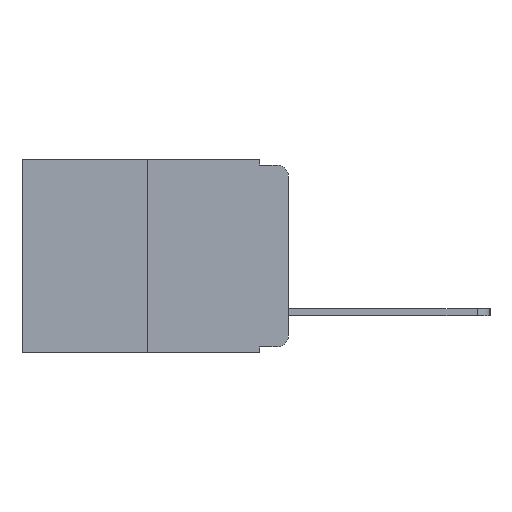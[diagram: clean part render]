
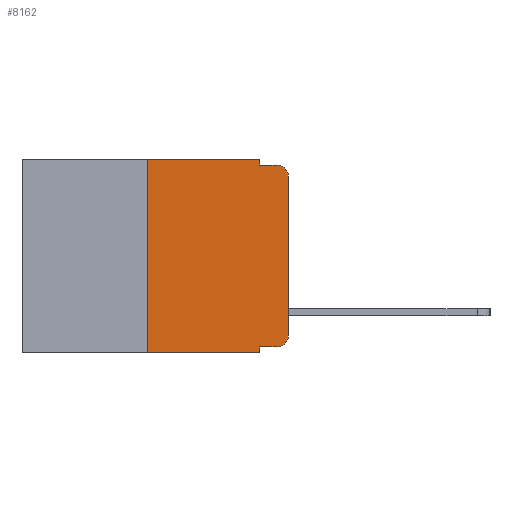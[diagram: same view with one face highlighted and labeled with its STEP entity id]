
A CAD part, left-side view. The second image highlights one B-rep face of the part: STEP entity #8162.
In plain terms, the highlighted planar face has unit normal (-1, 0, 0).
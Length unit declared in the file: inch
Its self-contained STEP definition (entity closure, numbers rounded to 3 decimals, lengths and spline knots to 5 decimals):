
#126 = EDGE_LOOP ( 'NONE', ( #9115, #9083, #9006, #8833, #8693, #14071, #13862, #13819, #12645, #12545 ) ) ;
#347 = VERTEX_POINT ( 'NONE', #9042 ) ;
#630 = DIRECTION ( 'NONE',  ( 0., 0., -1. ) ) ;
#1070 = VERTEX_POINT ( 'NONE', #10881 ) ;
#1699 = LINE ( 'NONE', #12933, #14156 ) ;
#1808 = VERTEX_POINT ( 'NONE', #1911 ) ;
#1904 = VECTOR ( 'NONE', #12560, 39.37008 ) ;
#1911 = CARTESIAN_POINT ( 'NONE',  ( 0., 0.051, -0.333 ) ) ;
#2002 = EDGE_CURVE ( 'NONE', #7096, #14855, #14441, .T. ) ;
#2555 = EDGE_CURVE ( 'NONE', #347, #1070, #6775, .T. ) ;
#2670 = DIRECTION ( 'NONE',  ( 0., 0., 1. ) ) ;
#3066 = VERTEX_POINT ( 'NONE', #9390 ) ;
#3188 = VERTEX_POINT ( 'NONE', #11791 ) ;
#3338 = CARTESIAN_POINT ( 'NONE',  ( 0., 0.051, 0. ) ) ;
#3403 = CARTESIAN_POINT ( 'NONE',  ( 0., 0.02, -0.333 ) ) ;
#3850 = EDGE_CURVE ( 'NONE', #7152, #3066, #9397, .T. ) ;
#3964 = DIRECTION ( 'NONE',  ( 0., -1., 0. ) ) ;
#3986 = CARTESIAN_POINT ( 'NONE',  ( 0., 0.25, 0. ) ) ;
#4158 = VECTOR ( 'NONE', #6261, 39.37008 ) ;
#4232 = EDGE_CURVE ( 'NONE', #14855, #347, #6912, .T. ) ;
#4511 = EDGE_CURVE ( 'NONE', #1808, #7096, #1699, .T. ) ;
#4921 = AXIS2_PLACEMENT_3D ( 'NONE', #13971, #12672, #630 ) ;
#5282 = VERTEX_POINT ( 'NONE', #8355 ) ;
#5324 = CARTESIAN_POINT ( 'NONE',  ( 0., 0.051, -0.01 ) ) ;
#5847 = VECTOR ( 'NONE', #2670, 39.37008 ) ;
#5958 = EDGE_CURVE ( 'NONE', #3188, #5282, #10792, .T. ) ;
#6018 = EDGE_CURVE ( 'NONE', #1808, #3066, #12881, .T. ) ;
#6261 = DIRECTION ( 'NONE',  ( 0., 0., 1. ) ) ;
#6374 = CARTESIAN_POINT ( 'NONE',  ( 0., 0., -0.313 ) ) ;
#6569 = DIRECTION ( 'NONE',  ( 0., -1., 0. ) ) ;
#6637 = CARTESIAN_POINT ( 'NONE',  ( 0., 0.051, 0. ) ) ;
#6732 = AXIS2_PLACEMENT_3D ( 'NONE', #8131, #12266, #12205 ) ;
#6775 = CIRCLE ( 'NONE', #6732, 0.02 ) ;
#6790 = DIRECTION ( 'NONE',  ( 0., -1., 0. ) ) ;
#6912 = LINE ( 'NONE', #11037, #5847 ) ;
#7096 = VERTEX_POINT ( 'NONE', #3403 ) ;
#7152 = VERTEX_POINT ( 'NONE', #8130 ) ;
#7156 = VECTOR ( 'NONE', #15121, 39.37008 ) ;
#7556 = LINE ( 'NONE', #3986, #4158 ) ;
#7841 = CARTESIAN_POINT ( 'NONE',  ( 0., 0.02, -0.313 ) ) ;
#7893 = DIRECTION ( 'NONE',  ( -1., 0., 0. ) ) ;
#8107 = AXIS2_PLACEMENT_3D ( 'NONE', #7841, #7893, #10483 ) ;
#8130 = CARTESIAN_POINT ( 'NONE',  ( 0., 0.25, -0.343 ) ) ;
#8131 = CARTESIAN_POINT ( 'NONE',  ( 0., 0.02, -0.03 ) ) ;
#8162 = ADVANCED_FACE ( 'NONE', ( #12257 ), #15159, .F. ) ;
#8355 = CARTESIAN_POINT ( 'NONE',  ( 0., 0.051, 0. ) ) ;
#8693 = ORIENTED_EDGE ( 'NONE', *, *, #5958, .F. ) ;
#8833 = ORIENTED_EDGE ( 'NONE', *, *, #12500, .F. ) ;
#9006 = ORIENTED_EDGE ( 'NONE', *, *, #14140, .F. ) ;
#9042 = CARTESIAN_POINT ( 'NONE',  ( 0., 0., -0.03 ) ) ;
#9083 = ORIENTED_EDGE ( 'NONE', *, *, #2555, .T. ) ;
#9115 = ORIENTED_EDGE ( 'NONE', *, *, #4232, .T. ) ;
#9390 = CARTESIAN_POINT ( 'NONE',  ( 0., 0.051, -0.343 ) ) ;
#9397 = LINE ( 'NONE', #11325, #1904 ) ;
#10122 = VECTOR ( 'NONE', #12862, 39.37008 ) ;
#10483 = DIRECTION ( 'NONE',  ( 0., 0., -1. ) ) ;
#10792 = LINE ( 'NONE', #13256, #14040 ) ;
#10881 = CARTESIAN_POINT ( 'NONE',  ( 0., 0.02, -0.01 ) ) ;
#11037 = CARTESIAN_POINT ( 'NONE',  ( 0., 0., 0. ) ) ;
#11325 = CARTESIAN_POINT ( 'NONE',  ( 0., 0.473, -0.343 ) ) ;
#11669 = EDGE_CURVE ( 'NONE', #7152, #3188, #7556, .T. ) ;
#11791 = CARTESIAN_POINT ( 'NONE',  ( 0., 0.25, 0. ) ) ;
#12205 = DIRECTION ( 'NONE',  ( 0., 0., -1. ) ) ;
#12257 = FACE_OUTER_BOUND ( 'NONE', #126, .T. ) ;
#12266 = DIRECTION ( 'NONE',  ( -1., 0., 0. ) ) ;
#12271 = CARTESIAN_POINT ( 'NONE',  ( 0., 0.051, -0.01 ) ) ;
#12500 = EDGE_CURVE ( 'NONE', #5282, #14250, #13786, .T. ) ;
#12545 = ORIENTED_EDGE ( 'NONE', *, *, #2002, .T. ) ;
#12560 = DIRECTION ( 'NONE',  ( 0., -1., 0. ) ) ;
#12645 = ORIENTED_EDGE ( 'NONE', *, *, #4511, .T. ) ;
#12672 = DIRECTION ( 'NONE',  ( 1., 0., 0. ) ) ;
#12754 = LINE ( 'NONE', #12271, #15571 ) ;
#12862 = DIRECTION ( 'NONE',  ( 0., 0., -1. ) ) ;
#12881 = LINE ( 'NONE', #6637, #7156 ) ;
#12933 = CARTESIAN_POINT ( 'NONE',  ( 0., 0.051, -0.333 ) ) ;
#13256 = CARTESIAN_POINT ( 'NONE',  ( 0., 0.473, 0. ) ) ;
#13786 = LINE ( 'NONE', #3338, #10122 ) ;
#13819 = ORIENTED_EDGE ( 'NONE', *, *, #6018, .F. ) ;
#13862 = ORIENTED_EDGE ( 'NONE', *, *, #3850, .T. ) ;
#13971 = CARTESIAN_POINT ( 'NONE',  ( 0., 0.473, 0. ) ) ;
#14040 = VECTOR ( 'NONE', #6569, 39.37008 ) ;
#14071 = ORIENTED_EDGE ( 'NONE', *, *, #11669, .F. ) ;
#14140 = EDGE_CURVE ( 'NONE', #14250, #1070, #12754, .T. ) ;
#14156 = VECTOR ( 'NONE', #6790, 39.37008 ) ;
#14250 = VERTEX_POINT ( 'NONE', #5324 ) ;
#14441 = CIRCLE ( 'NONE', #8107, 0.02 ) ;
#14855 = VERTEX_POINT ( 'NONE', #6374 ) ;
#15121 = DIRECTION ( 'NONE',  ( 0., 0., -1. ) ) ;
#15159 = PLANE ( 'NONE',  #4921 ) ;
#15571 = VECTOR ( 'NONE', #3964, 39.37008 ) ;
